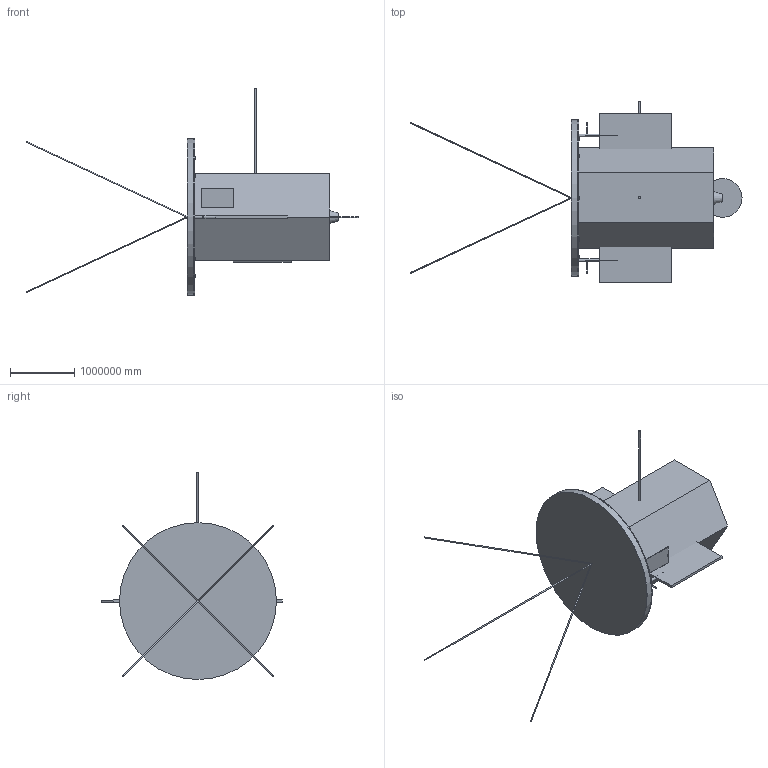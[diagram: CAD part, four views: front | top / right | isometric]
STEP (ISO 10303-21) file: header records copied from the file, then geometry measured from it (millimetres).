
FILE_DESCRIPTION(('FreeCAD Model'),'2;1');
FILE_NAME('Open CASCADE Shape Model','2025-08-14T23:56:04',('Author'),( ''),'Open CASCADE STEP processor 7.8','FreeCAD','Unknown');
FILE_SCHEMA(('AUTOMOTIVE_DESIGN { 1 0 10303 214 1 1 1 1 }'));
Length unit declared in the file: metre
Products named in the file (55): ID_200_BUS; PSP_ASM; ID_100_TPS; TPS_001_W_Tungsten; TPS_002_Ceramic; TPS_010_Face_Front; TPS_020_Core; TPS_030_Face_Back; TPS_040_Bevel; TPS_Support; TPS_Support001; TPS_Support002; TPS_Support003; TPS_Support004; TPS_Support005; TPS_Support006; TPS_Support007; ID_400_ARM; ID_310_PANEL; RAD_R; PIPE_R_1; PIPE_R_2; ID_401_ARM; ID_311_PANEL; RAD_L; PIPE_L_1; PIPE_L_2; ID_500_HGA_DISH; ID_501_HGA_NECK; ID_600_BOOM; ID_601_BOOM; ID_602_BOOM_ZP; ID_701_FIELDS_SUN; ID_702_FIELDS_SUN; ID_703_FIELDS_SUN; ID_704_FIELDS_SUN; ID_705_FIELDS_SHADOW; ID_800_TANK_HYDRAZINE; ID_81F00_THR; ID_81F01_THR ...
Assembly tree (53 placements, depth 3):
  ID_200_BUS
  PSP_ASM
    ID_100_TPS
      TPS_001_W_Tungsten
      TPS_002_Ceramic
      TPS_010_Face_Front
      TPS_020_Core
      TPS_030_Face_Back
      TPS_040_Bevel
    ID_200_BUS
    TPS_Support
    TPS_Support001
    TPS_Support002
    TPS_Support003
    TPS_Support004
    TPS_Support005
    TPS_Support006
    TPS_Support007
    ID_400_ARM
    ID_310_PANEL
    RAD_R
    PIPE_R_1
    PIPE_R_2
    ID_401_ARM
    ID_311_PANEL
    RAD_L
    PIPE_L_1
    PIPE_L_2
    ID_500_HGA_DISH
    ID_501_HGA_NECK
    ID_600_BOOM
    ID_601_BOOM
    ID_602_BOOM_ZP
    ID_701_FIELDS_SUN
    ID_702_FIELDS_SUN
    ID_703_FIELDS_SUN
    ID_704_FIELDS_SUN
    ID_705_FIELDS_SHADOW
    ID_800_TANK_HYDRAZINE
    ID_81F00_THR
    ID_81F01_THR
    ID_81F02_THR
    ID_81F03_THR
    ID_81F04_THR
    ID_81F05_THR
    ID_81R00_THR
    ID_81R01_THR
    ID_81R02_THR
    ID_81R03_THR
    ID_81R04_THR
    ID_81R05_THR
    ID_900_SHIELD_BOX
      ID_900_SHIELD_BOX_layer1
      ID_900_SHIELD_BOX_layer2
      ID_900_SHIELD_BOX_layer3
Bounding box: 5163853.03 x 2815000 x 3220000 mm (x, y, z)
Volume: 8569132543786712064 mm3; surface area: 100451154943729.4 mm2
Topology: 52 solids, 52 shells, 189 faces, 260 edges, 172 vertices
Faces by surface type: plane 144, cylinder 29, cone 14, sphere 2
Full cylindrical faces by diameter (mm): 16000 x9, 30000 x3, 44000 x2, 50000 x8, 600000 x1, 700000 x1, 2440000 x5
Entity records: 9325 total; most frequent: CARTESIAN_POINT 1794, DIRECTION 1343, LINE 583, VECTOR 583, ORIENTED_EDGE 518, PCURVE 518, DEFINITIONAL_REPRESENTATION 518, AXIS2_PLACEMENT_3D 335
